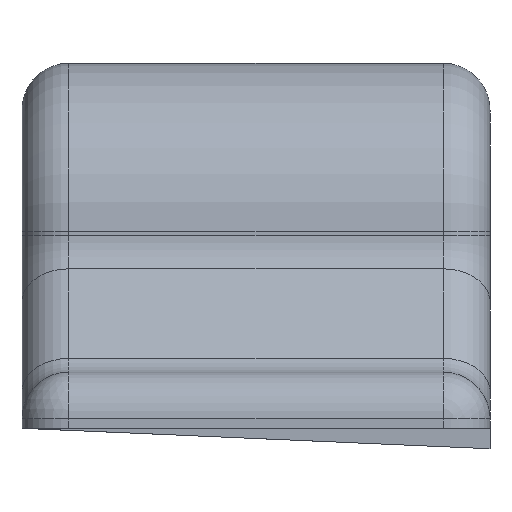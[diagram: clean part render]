
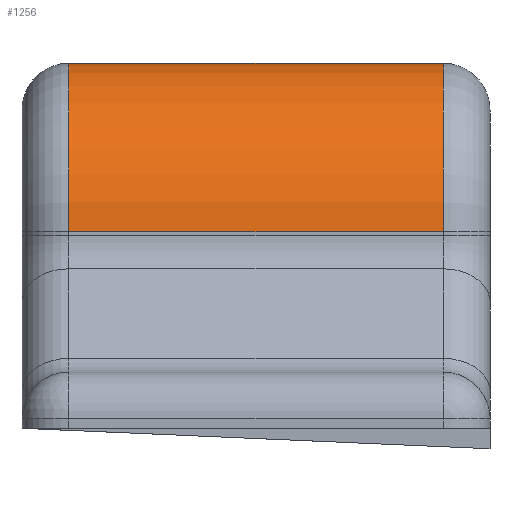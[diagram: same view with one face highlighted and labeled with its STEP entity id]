
A CAD part, left-side view. The second image highlights one B-rep face of the part: STEP entity #1256.
In plain terms, the highlighted cylindrical face has radius 18 mm (diameter 36 mm), a partial arc.
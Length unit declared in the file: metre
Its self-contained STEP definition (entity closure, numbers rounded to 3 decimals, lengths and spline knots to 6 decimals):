
#34 = VECTOR ( 'NONE', #1740, 1. ) ;
#149 = CARTESIAN_POINT ( 'NONE',  ( 0.043, 0.05, 0.021 ) ) ;
#257 = DIRECTION ( 'NONE',  ( 0., -1., 0. ) ) ;
#277 = EDGE_CURVE ( 'NONE', #962, #1523, #1042, .T. ) ;
#304 = LINE ( 'NONE', #1046, #34 ) ;
#436 = CARTESIAN_POINT ( 'NONE',  ( 0.043, 0.045, 0.021 ) ) ;
#473 = ORIENTED_EDGE ( 'NONE', *, *, #1126, .T. ) ;
#484 = EDGE_LOOP ( 'NONE', ( #1178, #1052, #952, #1001, #473 ) ) ;
#543 = AXIS2_PLACEMENT_3D ( 'NONE', #436, #1568, #1362 ) ;
#551 = CARTESIAN_POINT ( 'NONE',  ( 0.043, 0.005, 0.021 ) ) ;
#569 = DIRECTION ( 'NONE',  ( 0., 1., 0. ) ) ;
#651 = VERTEX_POINT ( 'NONE', #832 ) ;
#660 = VERTEX_POINT ( 'NONE', #1787 ) ;
#671 = EDGE_CURVE ( 'NONE', #1523, #651, #1820, .T. ) ;
#686 = DIRECTION ( 'NONE',  ( 0., 1., 0. ) ) ;
#697 = AXIS2_PLACEMENT_3D ( 'NONE', #1673, #569, #1119 ) ;
#746 = DIRECTION ( 'NONE',  ( 0., 0., -1. ) ) ;
#754 = CYLINDRICAL_SURFACE ( 'NONE', #1704, 0.018 ) ;
#809 = CARTESIAN_POINT ( 'NONE',  ( 0.061, 0.045, 0.021 ) ) ;
#832 = CARTESIAN_POINT ( 'NONE',  ( 0.025, 0.005, 0.021 ) ) ;
#918 = EDGE_CURVE ( 'NONE', #962, #1346, #304, .T. ) ;
#941 = VECTOR ( 'NONE', #257, 1. ) ;
#952 = ORIENTED_EDGE ( 'NONE', *, *, #671, .T. ) ;
#962 = VERTEX_POINT ( 'NONE', #809 ) ;
#963 = CARTESIAN_POINT ( 'NONE',  ( 0.025, 0.045, 0.021 ) ) ;
#970 = CIRCLE ( 'NONE', #1650, 0.018 ) ;
#1001 = ORIENTED_EDGE ( 'NONE', *, *, #1560, .T. ) ;
#1038 = CIRCLE ( 'NONE', #697, 0.018 ) ;
#1042 = CIRCLE ( 'NONE', #543, 0.018 ) ;
#1046 = CARTESIAN_POINT ( 'NONE',  ( 0.061, 0.05, 0.021 ) ) ;
#1052 = ORIENTED_EDGE ( 'NONE', *, *, #277, .T. ) ;
#1119 = DIRECTION ( 'NONE',  ( 0., 0., 1. ) ) ;
#1126 = EDGE_CURVE ( 'NONE', #660, #1346, #970, .T. ) ;
#1178 = ORIENTED_EDGE ( 'NONE', *, *, #918, .F. ) ;
#1256 = ADVANCED_FACE ( 'NONE', ( #1299 ), #754, .T. ) ;
#1299 = FACE_OUTER_BOUND ( 'NONE', #484, .T. ) ;
#1318 = DIRECTION ( 'NONE',  ( 0., -1., 0. ) ) ;
#1346 = VERTEX_POINT ( 'NONE', #1790 ) ;
#1362 = DIRECTION ( 'NONE',  ( 1., 0., 0. ) ) ;
#1368 = CARTESIAN_POINT ( 'NONE',  ( 0.025, 0.05, 0.021 ) ) ;
#1523 = VERTEX_POINT ( 'NONE', #963 ) ;
#1560 = EDGE_CURVE ( 'NONE', #651, #660, #1038, .T. ) ;
#1568 = DIRECTION ( 'NONE',  ( 0., -1., 0. ) ) ;
#1650 = AXIS2_PLACEMENT_3D ( 'NONE', #551, #686, #1817 ) ;
#1673 = CARTESIAN_POINT ( 'NONE',  ( 0.043, 0.005, 0.021 ) ) ;
#1704 = AXIS2_PLACEMENT_3D ( 'NONE', #149, #1318, #746 ) ;
#1740 = DIRECTION ( 'NONE',  ( 0., -1., 0. ) ) ;
#1787 = CARTESIAN_POINT ( 'NONE',  ( 0.043, 0.005, 0.039 ) ) ;
#1790 = CARTESIAN_POINT ( 'NONE',  ( 0.061, 0.005, 0.021 ) ) ;
#1817 = DIRECTION ( 'NONE',  ( 0., 0., 1. ) ) ;
#1820 = LINE ( 'NONE', #1368, #941 ) ;
